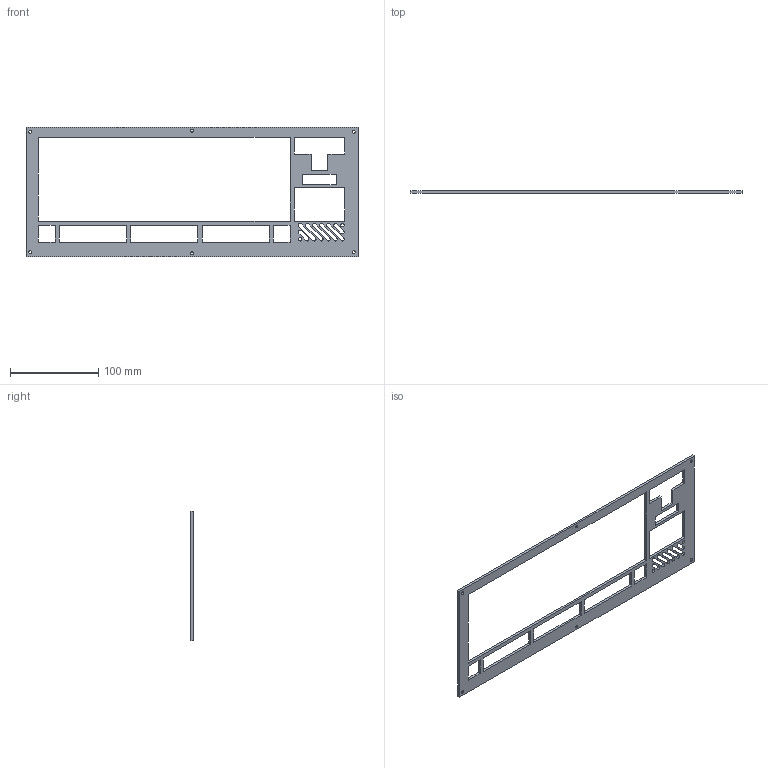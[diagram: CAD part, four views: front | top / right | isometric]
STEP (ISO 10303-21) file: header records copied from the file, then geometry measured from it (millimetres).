
FILE_DESCRIPTION(/* description */ ('','CAx-IF Rec.Pracs.---Representation and Presentation of Product Manufacturing Information (PMI)---4.0---2014-10-13'),/* implementation_level */ '2;1');
FILE_NAME(/* name */ 'Keyboard-Top v2.step',/* time_stamp */ '2025-03-11T03:36:19+05:30',/* author */ (''),/* organization */ (''),/* preprocessor_version */ 'ST-DEVELOPER v20',/* originating_system */ 'Autodesk Translation Framework v13.20.0.188',/* authorisation */ '');
FILE_SCHEMA (('AP242_MANAGED_MODEL_BASED_3D_ENGINEERING_MIM_LF { 1 0 10303 442 1 1 4 }'));
Length unit declared in the file: millimetre
Products named in the file (1): Keyboard-Top
Bounding box: 377 x 3 x 147 mm (x, y, z)
Volume: 54973 mm3; surface area: 47039.8 mm2
Topology: 1 solids, 1 shells, 89 faces, 261 edges, 174 vertices
Faces by surface type: plane 66, cylinder 23
Full cylindrical faces by diameter (mm): 3.4 x6, 4 x2
Entity records: 3070 total; most frequent: CARTESIAN_POINT 525, ORIENTED_EDGE 522, DIRECTION 487, EDGE_CURVE 261, LINE 215, VECTOR 215, VERTEX_POINT 174, EDGE_LOOP 137
